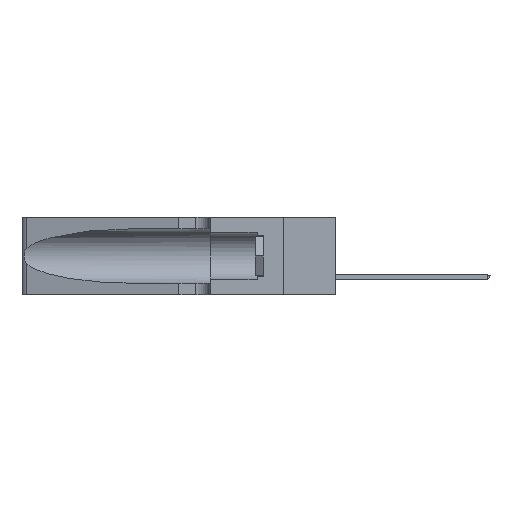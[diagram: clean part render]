
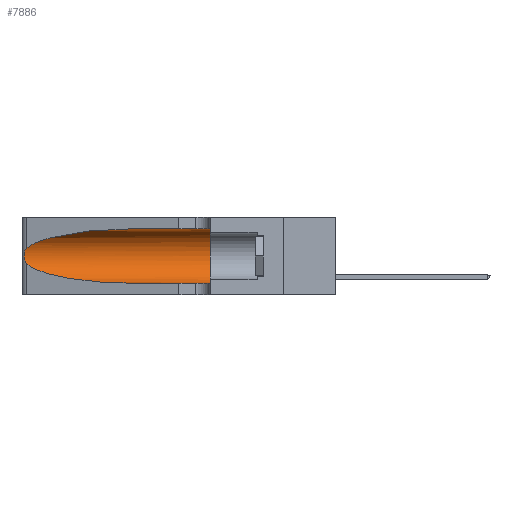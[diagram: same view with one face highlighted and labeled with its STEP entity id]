
A CAD part, left-side view. The second image highlights one B-rep face of the part: STEP entity #7886.
In plain terms, the highlighted cylindrical face has radius 3.308 mm (diameter 6.617 mm), a partial arc.
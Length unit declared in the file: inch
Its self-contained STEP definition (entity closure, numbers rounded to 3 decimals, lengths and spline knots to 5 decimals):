
#568 = CARTESIAN_POINT ( 'NONE',  ( 0.25487, 1.22718, 0.22369 ) ) ;
#809 = CARTESIAN_POINT ( 'NONE',  ( 0.1305, 1.61858, 0.31525 ) ) ;
#1300 = ORIENTED_EDGE ( 'NONE', *, *, #35014, .F. ) ;
#1328 = CIRCLE ( 'NONE', #25267, 0.13025 ) ;
#1747 = ORIENTED_EDGE ( 'NONE', *, *, #17132, .T. ) ;
#2242 = CARTESIAN_POINT ( 'NONE',  ( 0.25555, 1.22994, 0.2215 ) ) ;
#2410 = CARTESIAN_POINT ( 'NONE',  ( 0.26075, 1.23896, 0.19203 ) ) ;
#3218 = CARTESIAN_POINT ( 'NONE',  ( 0.25555, 1.22993, 0.14849 ) ) ;
#4641 = LINE ( 'NONE', #809, #42763 ) ;
#4741 = CARTESIAN_POINT ( 'NONE',  ( 0.2373, 1.15595, 0.08982 ) ) ;
#5354 = CARTESIAN_POINT ( 'NONE',  ( 0.18966, 0.96281, 0.05475 ) ) ;
#5540 = CARTESIAN_POINT ( 'NONE',  ( 0.1305, 0.72297, 0.31525 ) ) ;
#5836 = CARTESIAN_POINT ( 'NONE',  ( 0.1305, 0.35, 0.05475 ) ) ;
#7477 = EDGE_LOOP ( 'NONE', ( #47122, #1747, #14242, #35447, #1300, #12054 ) ) ;
#7886 = ADVANCED_FACE ( 'NONE', ( #38421 ), #32593, .F. ) ;
#8397 = EDGE_CURVE ( 'NONE', #17739, #42886, #46456, .T. ) ;
#8956 =( BOUNDED_CURVE ( )  B_SPLINE_CURVE ( 3, ( #37690, #4741, #5354, #20105 ),
 .UNSPECIFIED., .F., .T. ) 
 B_SPLINE_CURVE_WITH_KNOTS ( ( 4, 4 ),
 ( 3.44316, 4.71239 ),
 .UNSPECIFIED. ) 
 CURVE ( )  GEOMETRIC_REPRESENTATION_ITEM ( )  RATIONAL_B_SPLINE_CURVE ( ( 1., 0.87, 0.87, 1. ) ) 
 REPRESENTATION_ITEM ( '' )  );
#11113 = DIRECTION ( 'NONE',  ( 0., -1., 0. ) ) ;
#11337 = DIRECTION ( 'NONE',  ( 0., 0., -1. ) ) ;
#12054 = ORIENTED_EDGE ( 'NONE', *, *, #15125, .F. ) ;
#13627 = CARTESIAN_POINT ( 'NONE',  ( 0.25487, 1.22718, 0.14631 ) ) ;
#13675 = CARTESIAN_POINT ( 'NONE',  ( 0.25639, 1.23184, 0.21858 ) ) ;
#14242 = ORIENTED_EDGE ( 'NONE', *, *, #19855, .T. ) ;
#14573 =( BOUNDED_CURVE ( )  B_SPLINE_CURVE ( 3, ( #22235, #44263, #14714, #29722 ),
 .UNSPECIFIED., .F., .T. ) 
 B_SPLINE_CURVE_WITH_KNOTS ( ( 4, 4 ),
 ( 1.5708, 2.84003 ),
 .UNSPECIFIED. ) 
 CURVE ( )  GEOMETRIC_REPRESENTATION_ITEM ( )  RATIONAL_B_SPLINE_CURVE ( ( 1., 0.87, 0.87, 1. ) ) 
 REPRESENTATION_ITEM ( '' )  );
#14714 = CARTESIAN_POINT ( 'NONE',  ( 0.2373, 1.15595, 0.28018 ) ) ;
#15022 = DIRECTION ( 'NONE',  ( 0., -1., 0. ) ) ;
#15125 = EDGE_CURVE ( 'NONE', #44549, #26598, #4641, .T. ) ;
#17005 = CARTESIAN_POINT ( 'NONE',  ( 0.25787, 1.23484, 0.2124 ) ) ;
#17132 = EDGE_CURVE ( 'NONE', #22525, #44182, #36798, .T. ) ;
#17644 = CARTESIAN_POINT ( 'NONE',  ( 0.25639, 1.23186, 0.15144 ) ) ;
#17739 = VERTEX_POINT ( 'NONE', #35988 ) ;
#19737 = EDGE_CURVE ( 'NONE', #44549, #22525, #14573, .T. ) ;
#19797 = VECTOR ( 'NONE', #11113, 39.37008 ) ;
#19855 = EDGE_CURVE ( 'NONE', #44182, #17739, #8956, .T. ) ;
#20105 = CARTESIAN_POINT ( 'NONE',  ( 0.1305, 0.72297, 0.05475 ) ) ;
#22235 = CARTESIAN_POINT ( 'NONE',  ( 0.1305, 0.72297, 0.31525 ) ) ;
#22525 = VERTEX_POINT ( 'NONE', #568 ) ;
#22631 = CARTESIAN_POINT ( 'NONE',  ( 0.1305, 0.35, 0.185 ) ) ;
#24466 = CARTESIAN_POINT ( 'NONE',  ( 0.26018, 1.23835, 0.19895 ) ) ;
#24952 = CARTESIAN_POINT ( 'NONE',  ( 0.25789, 1.23486, 0.15765 ) ) ;
#25267 = AXIS2_PLACEMENT_3D ( 'NONE', #22631, #34336, #43837 ) ;
#26598 = VERTEX_POINT ( 'NONE', #38102 ) ;
#28170 = CARTESIAN_POINT ( 'NONE',  ( 0.26075, 1.23896, 0.178 ) ) ;
#29722 = CARTESIAN_POINT ( 'NONE',  ( 0.25487, 1.22718, 0.22369 ) ) ;
#32402 = CARTESIAN_POINT ( 'NONE',  ( 0.25856, 1.23593, 0.16098 ) ) ;
#32593 = CYLINDRICAL_SURFACE ( 'NONE', #39071, 0.13025 ) ;
#33751 = DIRECTION ( 'NONE',  ( 0., -1., 0. ) ) ;
#34336 = DIRECTION ( 'NONE',  ( 0., 1., 0. ) ) ;
#35014 = EDGE_CURVE ( 'NONE', #26598, #42886, #1328, .T. ) ;
#35447 = ORIENTED_EDGE ( 'NONE', *, *, #8397, .T. ) ;
#35821 = CARTESIAN_POINT ( 'NONE',  ( 0.25487, 1.22718, 0.22369 ) ) ;
#35988 = CARTESIAN_POINT ( 'NONE',  ( 0.1305, 0.72297, 0.05475 ) ) ;
#36798 = B_SPLINE_CURVE_WITH_KNOTS ( 'NONE', 3,
 ( #35821, #2242, #13675, #17005, #46584, #24466, #2410, #28170, #47055, #32402, #24952, #17644, #3218, #39710 ),
 .UNSPECIFIED., .F., .F.,
 ( 4, 2, 2, 2, 2, 2, 4 ),
 ( 0., 0.00027, 0.00053, 0.00107, 0.0016, 0.00187, 0.00214 ),
 .UNSPECIFIED. ) ;
#36954 = CARTESIAN_POINT ( 'NONE',  ( 0.1305, 1.61858, 0.05475 ) ) ;
#37356 = CARTESIAN_POINT ( 'NONE',  ( 0.1305, 1.61858, 0.185 ) ) ;
#37690 = CARTESIAN_POINT ( 'NONE',  ( 0.25487, 1.22718, 0.14631 ) ) ;
#38102 = CARTESIAN_POINT ( 'NONE',  ( 0.1305, 0.35, 0.31525 ) ) ;
#38421 = FACE_OUTER_BOUND ( 'NONE', #7477, .T. ) ;
#39071 = AXIS2_PLACEMENT_3D ( 'NONE', #37356, #15022, #11337 ) ;
#39710 = CARTESIAN_POINT ( 'NONE',  ( 0.25487, 1.22718, 0.14631 ) ) ;
#42763 = VECTOR ( 'NONE', #33751, 39.37008 ) ;
#42886 = VERTEX_POINT ( 'NONE', #5836 ) ;
#43837 = DIRECTION ( 'NONE',  ( 0., 0., 1. ) ) ;
#44182 = VERTEX_POINT ( 'NONE', #13627 ) ;
#44263 = CARTESIAN_POINT ( 'NONE',  ( 0.18966, 0.96281, 0.31525 ) ) ;
#44549 = VERTEX_POINT ( 'NONE', #5540 ) ;
#46456 = LINE ( 'NONE', #36954, #19797 ) ;
#46584 = CARTESIAN_POINT ( 'NONE',  ( 0.25854, 1.2359, 0.20912 ) ) ;
#47055 = CARTESIAN_POINT ( 'NONE',  ( 0.26017, 1.23833, 0.17102 ) ) ;
#47122 = ORIENTED_EDGE ( 'NONE', *, *, #19737, .T. ) ;
